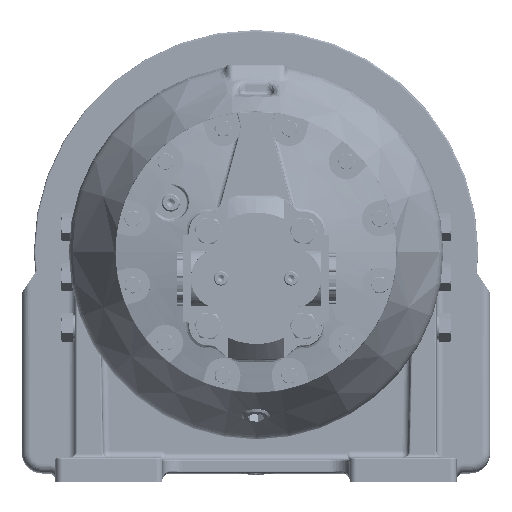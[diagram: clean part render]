
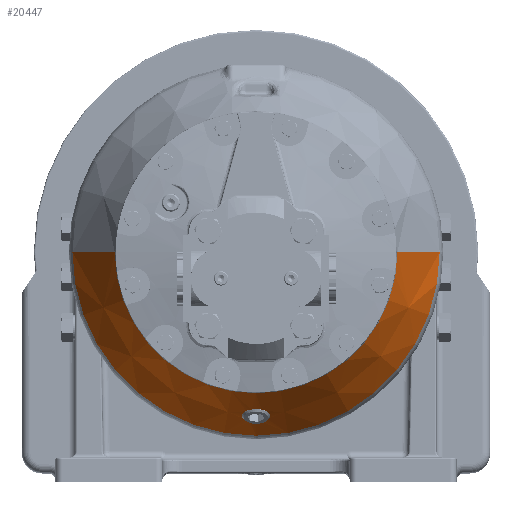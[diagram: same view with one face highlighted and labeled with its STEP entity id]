
A CAD part, top view. The second image highlights one B-rep face of the part: STEP entity #20447.
In plain terms, the highlighted conical face has half-angle 30 degrees and reference radius 154.327 mm.
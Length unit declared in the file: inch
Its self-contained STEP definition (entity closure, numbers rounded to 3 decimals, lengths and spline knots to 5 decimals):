
#9949=CARTESIAN_POINT('',(0.,0.,-0.19505));
#9950=DIRECTION('',(0.,0.,1.));
#9951=DIRECTION('',(-1.,0.,0.));
#9952=AXIS2_PLACEMENT_3D('',#9949,#9950,#9951);
#9959=DIRECTION('',(-0.5,0.,-0.866));
#9960=VECTOR('',#9959,3.16064);
#9961=CARTESIAN_POINT('',(-5.2857,0.,-0.19505));
#9962=LINE('',#9961,#9960);
#9963=DIRECTION('',(-0.5,0.,0.866));
#9964=VECTOR('',#9963,3.16064);
#9965=CARTESIAN_POINT('',(6.86603,0.,-2.93224));
#9966=LINE('',#9965,#9964);
#9967=CARTESIAN_POINT('',(0.,-6.38458,-2.09835));
#9968=CARTESIAN_POINT('',(0.05406,-6.38438,
-2.09801));
#9969=CARTESIAN_POINT('',(0.15678,-6.3752,
-2.08442));
#9970=CARTESIAN_POINT('',(0.29878,-6.33456,
-2.02312));
#9971=CARTESIAN_POINT('',(0.40999,-6.27279,
-1.9275));
#9972=CARTESIAN_POINT('',(0.48056,-6.19683,
-1.80528));
#9973=CARTESIAN_POINT('',(0.50202,-6.11637,
-1.66944));
#9974=CARTESIAN_POINT('',(0.47412,-6.04108,
-1.53548));
#9975=CARTESIAN_POINT('',(0.40142,-5.97672,
-1.41488));
#9976=CARTESIAN_POINT('',(0.29106,-5.92771,
-1.31864));
#9977=CARTESIAN_POINT('',(0.15238,-5.89703,-1.25629));
#9978=CARTESIAN_POINT('',(0.05285,-5.89041,
-1.24242));
#9979=CARTESIAN_POINT('',(0.,-5.89015,-1.24198));
#9981=CARTESIAN_POINT('',(0.,-5.89015,-1.24198));
#9982=CARTESIAN_POINT('',(-0.05284,-5.8904,
-1.24242));
#9983=CARTESIAN_POINT('',(-0.15235,-5.89703,
-1.25628));
#9984=CARTESIAN_POINT('',(-0.29101,-5.92769,
-1.31861));
#9985=CARTESIAN_POINT('',(-0.4014,-5.9767,
-1.41485));
#9986=CARTESIAN_POINT('',(-0.47411,-6.04107,
-1.53546));
#9987=CARTESIAN_POINT('',(-0.50202,-6.11635,
-1.66942));
#9988=CARTESIAN_POINT('',(-0.48057,-6.19682,
-1.80526));
#9989=CARTESIAN_POINT('',(-0.41001,-6.27278,
-1.92748));
#9990=CARTESIAN_POINT('',(-0.29882,-6.33454,
-2.0231));
#9991=CARTESIAN_POINT('',(-0.1568,-6.37519,
-2.08442));
#9992=CARTESIAN_POINT('',(-0.05407,-6.38438,
-2.09801));
#9993=CARTESIAN_POINT('',(0.,-6.38458,-2.09835));
#10125=CARTESIAN_POINT('',(0.,0.,-2.93224));
#10126=DIRECTION('',(0.,0.,-1.));
#10127=DIRECTION('',(1.,0.,0.));
#10128=AXIS2_PLACEMENT_3D('',#10125,#10126,#10127);
#17531=VERTEX_POINT('',#9979);
#17532=VERTEX_POINT('',#9967);
#18233=CARTESIAN_POINT('',(-6.86603,0.,-2.93224));
#18234=VERTEX_POINT('',#18233);
#18238=CARTESIAN_POINT('',(6.86603,0.,-2.93224));
#18239=VERTEX_POINT('',#18238);
#18451=CARTESIAN_POINT('',(5.2857,0.,-0.19505));
#18452=VERTEX_POINT('',#18451);
#18453=CARTESIAN_POINT('',(-5.2857,0.,-0.19505));
#18454=VERTEX_POINT('',#18453);
#20427=CARTESIAN_POINT('',(0.,0.,-1.56364));
#20428=DIRECTION('',(0.,0.,-1.));
#20429=DIRECTION('',(1.,0.,0.));
#20430=AXIS2_PLACEMENT_3D('',#20427,#20428,#20429);
#20431=CONICAL_SURFACE('',#20430,6.07586,30.);
#20433=ORIENTED_EDGE('',*,*,#20432,.F.);
#20434=ORIENTED_EDGE('',*,*,#20412,.T.);
#20436=ORIENTED_EDGE('',*,*,#20435,.F.);
#20438=ORIENTED_EDGE('',*,*,#20437,.T.);
#20439=EDGE_LOOP('',(#20433,#20434,#20436,#20438));
#20440=FACE_OUTER_BOUND('',#20439,.F.);
#20442=ORIENTED_EDGE('',*,*,#20441,.T.);
#20444=ORIENTED_EDGE('',*,*,#20443,.T.);
#20445=EDGE_LOOP('',(#20442,#20444));
#20446=FACE_BOUND('',#20445,.F.);
#9953=CIRCLE('',#9952,5.2857);
#9980=B_SPLINE_CURVE_WITH_KNOTS('',3,(#9967,#9968,#9969,#9970,#9971,#9972,#9973,
#9974,#9975,#9976,#9977,#9978,#9979),.UNSPECIFIED.,.F.,.F.,(4,1,1,1,1,1,1,1,1,1,
4),(0.,0.1,0.2,0.3,0.4,0.5,0.6,0.7,0.8,0.9,1.),
.UNSPECIFIED.);
#9994=B_SPLINE_CURVE_WITH_KNOTS('',3,(#9981,#9982,#9983,#9984,#9985,#9986,#9987,
#9988,#9989,#9990,#9991,#9992,#9993),.UNSPECIFIED.,.F.,.F.,(4,1,1,1,1,1,1,1,1,1,
4),(0.,0.1,0.2,0.3,0.4,0.5,0.6,0.7,0.8,0.9,1.),
.UNSPECIFIED.);
#10129=CIRCLE('',#10128,6.86603);
#20412=EDGE_CURVE('',#18454,#18452,#9953,.T.);
#20432=EDGE_CURVE('',#18454,#18234,#9962,.T.);
#20435=EDGE_CURVE('',#18239,#18452,#9966,.T.);
#20437=EDGE_CURVE('',#18239,#18234,#10129,.T.);
#20441=EDGE_CURVE('',#17532,#17531,#9980,.T.);
#20443=EDGE_CURVE('',#17531,#17532,#9994,.T.);
#20447=ADVANCED_FACE('',(#20440,#20446),#20431,.T.);
